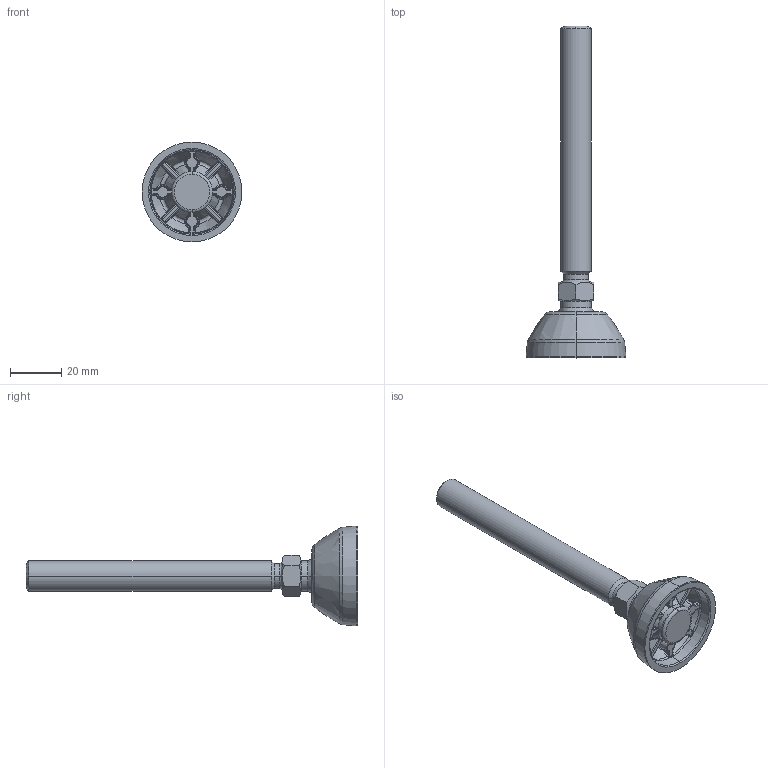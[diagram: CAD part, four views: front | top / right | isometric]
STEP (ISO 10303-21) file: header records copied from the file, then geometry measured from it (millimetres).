
FILE_DESCRIPTION (( 'STEP AP214' ), '1' );
FILE_NAME ('9D040K12100M.STEP', '2014-09-18T09:30:02', ( '' ), ( '' ), 'SwSTEP 2.0', 'SolidWorks 2014', '' );
FILE_SCHEMA (( 'AUTOMOTIVE_DESIGN' ));
Length unit declared in the file: millimetre
Products named in the file (4): 9D040K12066M_Standard; 098dm12020m-Tab_098 dm 16 100; 098d040k_098d040; 9D040K12100M
Assembly tree (3 placements, depth 3):
  9D040K12100M
    9D040K12066M_Standard
      098d040k_098d040
      098dm12020m-Tab_098 dm 16 100
Bounding box: 39 x 129.6 x 39 mm (x, y, z)
Volume: 24095.8 mm3; surface area: 10550.2 mm2
Topology: 2 solids, 2 shells, 390 faces, 921 edges, 518 vertices
Faces by surface type: bspline 263, plane 49, cone 44, cylinder 34
Entity records: 21618 total; most frequent: CARTESIAN_POINT 10242, ORIENTED_EDGE 1794, DIRECTION 1000, EDGE_CURVE 897, VERTEX_POINT 518, B_SPLINE_CURVE_WITH_KNOTS 448, AXIS2_PLACEMENT_3D 434, UNCERTAINTY_MEASURE_WITH_UNIT 398
